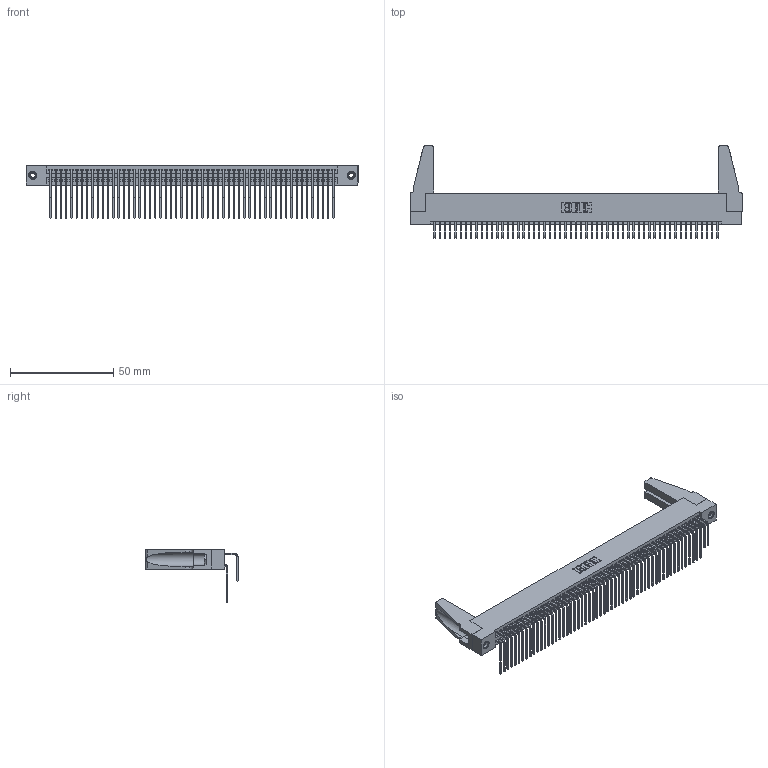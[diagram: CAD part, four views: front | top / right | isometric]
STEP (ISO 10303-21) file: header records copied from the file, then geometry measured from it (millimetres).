
FILE_DESCRIPTION (( 'STEP AP203' ), '1' );
FILE_NAME ('345-110-558-288.STEP', '2019-11-04T18:42:27', ( '' ), ( '' ), 'SwSTEP 2.0', 'SolidWorks 2016', '' );
FILE_SCHEMA (( 'CONFIG_CONTROL_DESIGN' ));
Length unit declared in the file: inch
Products named in the file (6): 345-292-001_558 Tail - 2; 345-250-001_345-250-001-102; 345-292-001_558 559 Tail - 1; 345 Part_Flush Mounting Lugs - 0.156 Dia-TH; 345-220-078_345-220-088; 345-110-558-288
Assembly tree (115 placements, depth 2):
  345-110-558-288
    345 Part_Flush Mounting Lugs - 0.156 Dia-TH
    345-292-001_558 559 Tail - 1  x55
    345-292-001_558 Tail - 2  x55
    345-250-001_345-250-001-102  x2
    345-220-078_345-220-088  x2
Bounding box: 160.93 x 44.69 x 25.53 mm (x, y, z)
Volume: 19641 mm3; surface area: 30582.9 mm2
Topology: 115 solids, 115 shells, 5970 faces, 17705 edges, 11646 vertices
Faces by surface type: plane 4002, cylinder 1952, cone 12, torus 4
Entity records: 45204 total; most frequent: CARTESIAN_POINT 7605, ORIENTED_EDGE 7448, DIRECTION 6668, EDGE_CURVE 3724, LINE 3290, VECTOR 3290, VERTEX_POINT 2474, AXIS2_PLACEMENT_3D 1689
